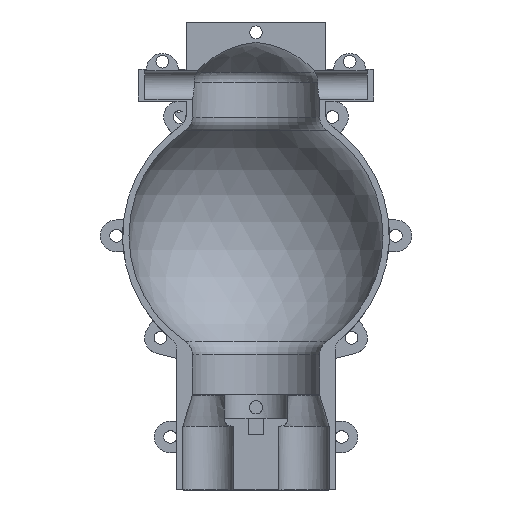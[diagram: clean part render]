
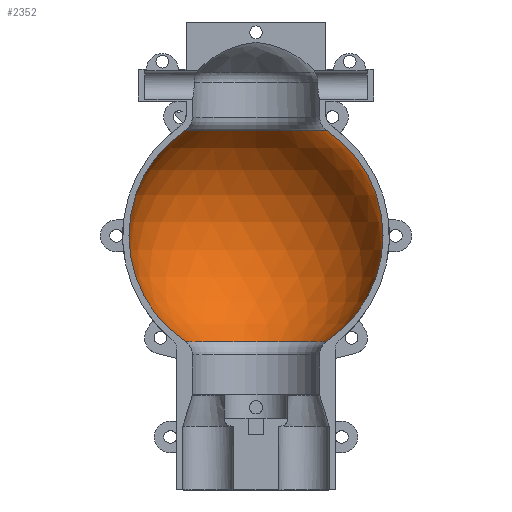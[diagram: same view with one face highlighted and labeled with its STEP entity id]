
A CAD part, top view. The second image highlights one B-rep face of the part: STEP entity #2352.
In plain terms, the highlighted spherical face has radius 40 mm.
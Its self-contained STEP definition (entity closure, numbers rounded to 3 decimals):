
#38=SPHERICAL_SURFACE('',#2577,40.);
#220=FACE_OUTER_BOUND('',#356,.T.);
#356=EDGE_LOOP('',(#1897,#1898,#1899,#1900));
#859=CIRCLE('',#2476,40.);
#870=CIRCLE('',#2487,40.);
#926=CIRCLE('',#2576,22.222);
#927=CIRCLE('',#2578,22.222);
#1015=VERTEX_POINT('',#3579);
#1016=VERTEX_POINT('',#3581);
#1045=VERTEX_POINT('',#3641);
#1046=VERTEX_POINT('',#3643);
#1266=EDGE_CURVE('',#1015,#1016,#859,.T.);
#1298=EDGE_CURVE('',#1045,#1046,#870,.T.);
#1435=EDGE_CURVE('',#1045,#1016,#926,.T.);
#1436=EDGE_CURVE('',#1046,#1015,#927,.T.);
#1897=ORIENTED_EDGE('',*,*,#1436,.F.);
#1898=ORIENTED_EDGE('',*,*,#1298,.F.);
#1899=ORIENTED_EDGE('',*,*,#1435,.T.);
#1900=ORIENTED_EDGE('',*,*,#1266,.F.);
#2352=ADVANCED_FACE('',(#220),#38,.F.);
#2476=AXIS2_PLACEMENT_3D('',#3582,#2802,#2803);
#2487=AXIS2_PLACEMENT_3D('',#3644,#2845,#2846);
#2576=AXIS2_PLACEMENT_3D('',#4046,#3087,#3088);
#2577=AXIS2_PLACEMENT_3D('',#4047,#3089,#3090);
#2578=AXIS2_PLACEMENT_3D('',#4048,#3091,#3092);
#2802=DIRECTION('center_axis',(0.,0.,-1.));
#2803=DIRECTION('ref_axis',(-1.,0.,0.));
#2845=DIRECTION('center_axis',(0.,0.,-1.));
#2846=DIRECTION('ref_axis',(-1.,0.,0.));
#3087=DIRECTION('center_axis',(0.,-1.,0.));
#3088=DIRECTION('ref_axis',(1.,0.,0.));
#3089=DIRECTION('center_axis',(0.,-1.,0.));
#3090=DIRECTION('ref_axis',(1.,0.,0.));
#3091=DIRECTION('center_axis',(0.,-1.,0.));
#3092=DIRECTION('ref_axis',(1.,0.,0.));
#3579=CARTESIAN_POINT('',(22.222,33.259,0.));
#3581=CARTESIAN_POINT('',(22.222,-33.259,0.));
#3582=CARTESIAN_POINT('Origin',(0.,0.,0.));
#3641=CARTESIAN_POINT('',(-22.222,-33.259,0.));
#3643=CARTESIAN_POINT('',(-22.222,33.259,0.));
#3644=CARTESIAN_POINT('Origin',(0.,0.,0.));
#4046=CARTESIAN_POINT('Origin',(0.,-33.259,
0.));
#4047=CARTESIAN_POINT('Origin',(0.,0.,0.));
#4048=CARTESIAN_POINT('Origin',(0.,33.259,
0.));
